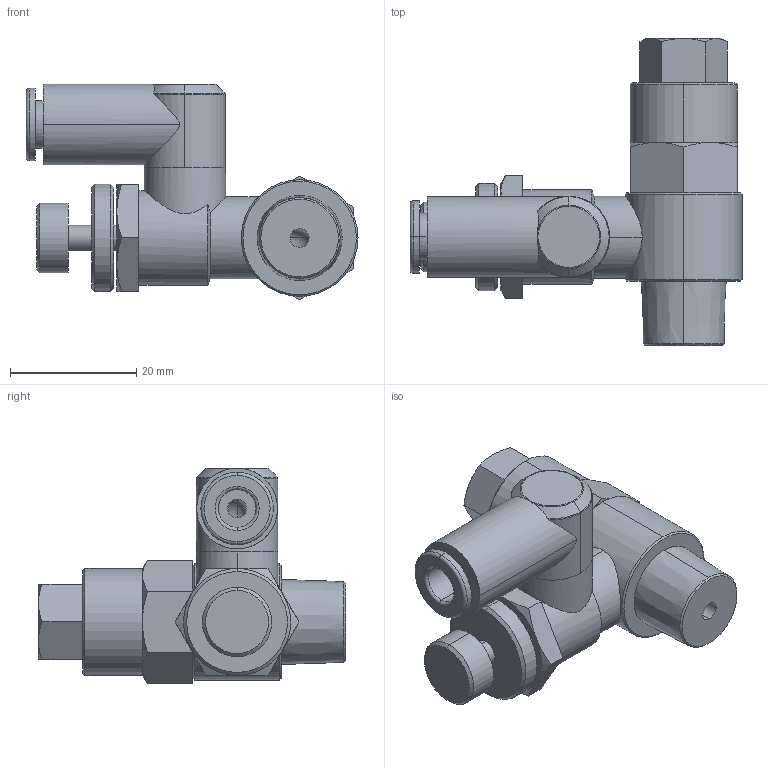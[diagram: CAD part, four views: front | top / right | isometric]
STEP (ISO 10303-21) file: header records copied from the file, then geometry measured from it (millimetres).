
FILE_DESCRIPTION (( 'STEP AP214' ), '1' );
FILE_NAME ('ASP430F-02-06S.step.step', '2011-10-10T01:45:22', ( 'SysAdmin' ), ( 'SolidWorks' ), 'SwSTEP 2.0', 'SolidWorks 2012', '' );
FILE_SCHEMA (( 'AUTOMOTIVE_DESIGN' ));
Length unit declared in the file: millimetre
Products named in the file (3): ASP430F-02-06S.step_ASP3153 Body_4-02-06; ASP430F-02-06S.step_ASP3153 Uni Arm_4-02-06; ASP430F-02-06S.step
Assembly tree (2 placements, depth 2):
  ASP430F-02-06S.step
    ASP430F-02-06S.step_ASP3153 Body_4-02-06
    ASP430F-02-06S.step_ASP3153 Uni Arm_4-02-06
Bounding box: 52.65 x 48.7 x 34.22 mm (x, y, z)
Volume: 18041.6 mm3; surface area: 8182.8 mm2
Topology: 2 solids, 2 shells, 151 faces, 336 edges, 198 vertices
Faces by surface type: plane 48, cone 43, cylinder 42, torus 16, bspline 2
Entity records: 5335 total; most frequent: CARTESIAN_POINT 1231, DIRECTION 749, ORIENTED_EDGE 664, EDGE_CURVE 332, AXIS2_PLACEMENT_3D 318, VERTEX_POINT 198, EDGE_LOOP 168, CIRCLE 164
